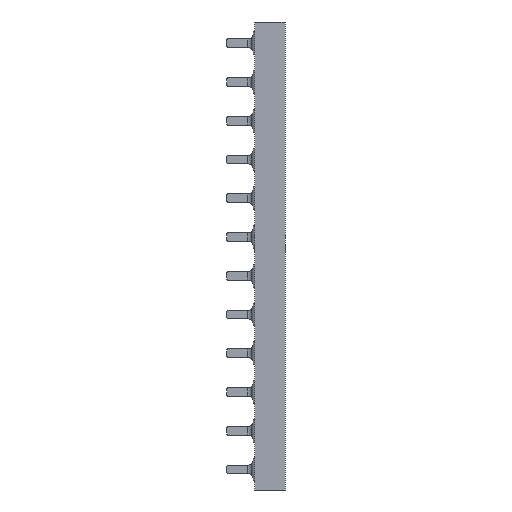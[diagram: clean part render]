
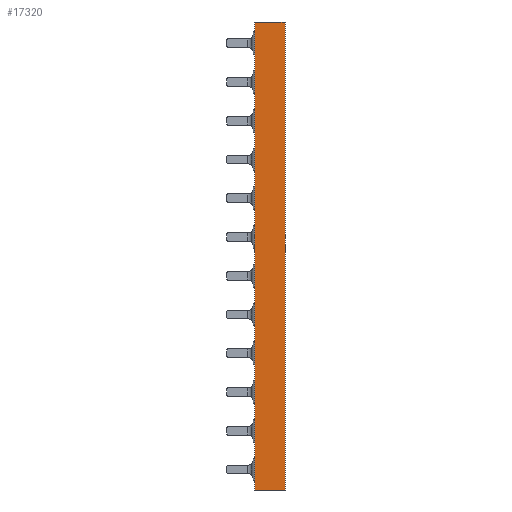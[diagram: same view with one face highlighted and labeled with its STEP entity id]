
A CAD part, left-side view. The second image highlights one B-rep face of the part: STEP entity #17320.
In plain terms, the highlighted planar face has unit normal (-1, 0, 0).
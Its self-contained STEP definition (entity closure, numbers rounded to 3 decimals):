
#15640=DIRECTION('',(0.,-1.,0.));
#15641=VECTOR('',#15640,14.);
#15642=CARTESIAN_POINT('',(-0.011,14.522,322.5));
#15643=LINE('',#15642,#15641);
#15661=DIRECTION('',(0.,-1.,0.));
#15662=VECTOR('',#15661,14.);
#15663=CARTESIAN_POINT('',(-0.011,14.522,537.5));
#15664=LINE('',#15663,#15662);
#15668=DIRECTION('',(0.,0.,-1.));
#15669=VECTOR('',#15668,215.);
#15670=CARTESIAN_POINT('',(-0.011,0.522,537.5));
#15671=LINE('',#15670,#15669);
#15682=DIRECTION('',(0.,0.,-1.));
#15683=VECTOR('',#15682,215.);
#15684=CARTESIAN_POINT('',(-0.011,14.522,537.5));
#15685=LINE('',#15684,#15683);
#16956=CARTESIAN_POINT('',(-0.011,0.522,322.5));
#16958=VERTEX_POINT('',#16956);
#16986=CARTESIAN_POINT('',(-0.011,14.522,322.5));
#16987=VERTEX_POINT('',#16986);
#16988=CARTESIAN_POINT('',(-0.011,0.522,537.5));
#16989=VERTEX_POINT('',#16988);
#16992=CARTESIAN_POINT('',(-0.011,14.522,537.5));
#16993=VERTEX_POINT('',#16992);
#17307=CARTESIAN_POINT('',(-0.011,14.522,537.5));
#17308=DIRECTION('',(1.,0.,0.));
#17309=DIRECTION('',(0.,0.,-1.));
#17310=AXIS2_PLACEMENT_3D('',#17307,#17308,#17309);
#17311=PLANE('',#17310);
#17312=ORIENTED_EDGE('',*,*,#17273,.F.);
#17314=ORIENTED_EDGE('',*,*,#17313,.F.);
#17316=ORIENTED_EDGE('',*,*,#17315,.T.);
#17317=ORIENTED_EDGE('',*,*,#17291,.T.);
#17318=EDGE_LOOP('',(#17312,#17314,#17316,#17317));
#17319=FACE_OUTER_BOUND('',#17318,.F.);
#17273=EDGE_CURVE('',#16987,#16958,#15643,.T.);
#17291=EDGE_CURVE('',#16989,#16958,#15671,.T.);
#17313=EDGE_CURVE('',#16993,#16987,#15685,.T.);
#17315=EDGE_CURVE('',#16993,#16989,#15664,.T.);
#17320=ADVANCED_FACE('',(#17319),#17311,.F.);
